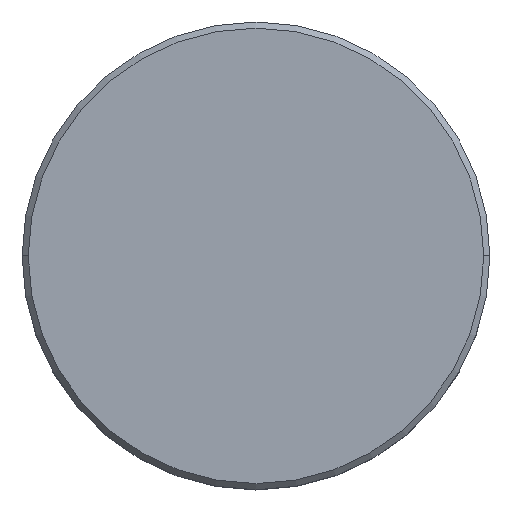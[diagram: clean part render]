
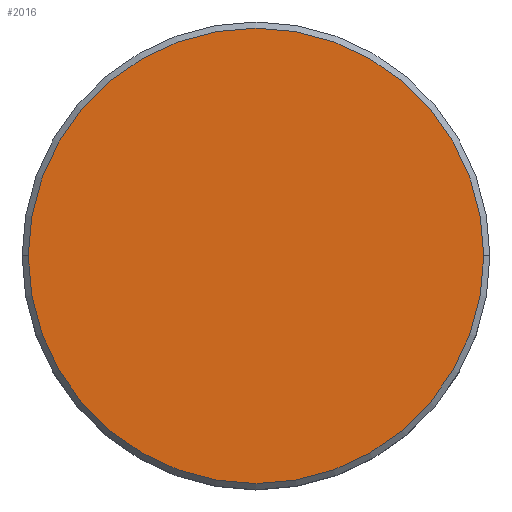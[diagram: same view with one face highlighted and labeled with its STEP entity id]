
A CAD part, top view. The second image highlights one B-rep face of the part: STEP entity #2016.
In plain terms, the highlighted planar face has unit normal (0, 0, 1).
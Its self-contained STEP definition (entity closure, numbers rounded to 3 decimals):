
#264 = AXIS2_PLACEMENT_3D ( 'NONE', #1967, #472, #2211 ) ;
#284 = EDGE_CURVE ( 'NONE', #907, #901, #2166, .T. ) ;
#297 = EDGE_CURVE ( 'NONE', #901, #907, #837, .T. ) ;
#378 = AXIS2_PLACEMENT_3D ( 'NONE', #2959, #1452, #3208 ) ;
#418 = EDGE_LOOP ( 'NONE', ( #630, #1271 ) ) ;
#472 = DIRECTION ( 'NONE',  ( 0., 0., 1. ) ) ;
#630 = ORIENTED_EDGE ( 'NONE', *, *, #297, .T. ) ;
#837 = CIRCLE ( 'NONE', #869, 9.25 ) ;
#869 = AXIS2_PLACEMENT_3D ( 'NONE', #2727, #1216, #2975 ) ;
#901 = VERTEX_POINT ( 'NONE', #2936 ) ;
#907 = VERTEX_POINT ( 'NONE', #2195 ) ;
#1216 = DIRECTION ( 'NONE',  ( 0., 0., 1. ) ) ;
#1271 = ORIENTED_EDGE ( 'NONE', *, *, #284, .T. ) ;
#1452 = DIRECTION ( 'NONE',  ( 0., 0., 1. ) ) ;
#1967 = CARTESIAN_POINT ( 'NONE',  ( 0., 0., 3. ) ) ;
#2016 = ADVANCED_FACE ( 'NONE', ( #2956 ), #2710, .T. ) ;
#2166 = CIRCLE ( 'NONE', #378, 9.25 ) ;
#2195 = CARTESIAN_POINT ( 'NONE',  ( 9.25, 0., 3. ) ) ;
#2211 = DIRECTION ( 'NONE',  ( 1., 0., 0. ) ) ;
#2710 = PLANE ( 'NONE',  #264 ) ;
#2727 = CARTESIAN_POINT ( 'NONE',  ( 0., 0., 3. ) ) ;
#2936 = CARTESIAN_POINT ( 'NONE',  ( -9.25, 0., 3. ) ) ;
#2956 = FACE_OUTER_BOUND ( 'NONE', #418, .T. ) ;
#2959 = CARTESIAN_POINT ( 'NONE',  ( 0., 0., 3. ) ) ;
#2975 = DIRECTION ( 'NONE',  ( 1., 0., 0. ) ) ;
#3208 = DIRECTION ( 'NONE',  ( 1., 0., 0. ) ) ;
